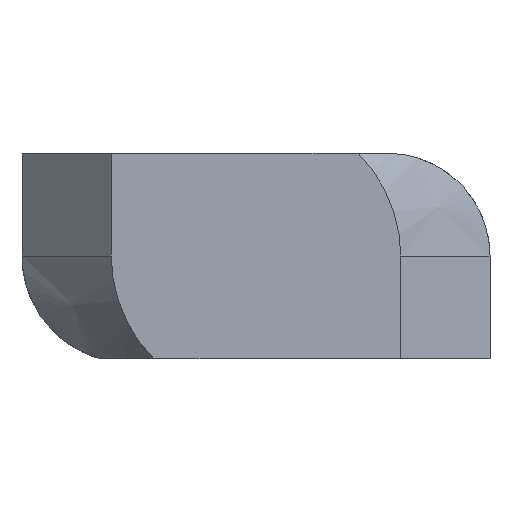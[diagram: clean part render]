
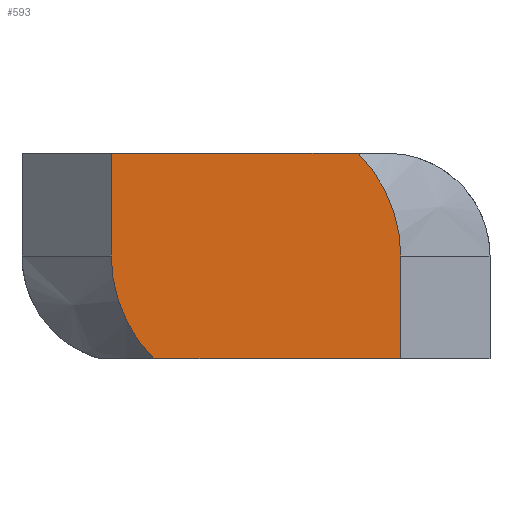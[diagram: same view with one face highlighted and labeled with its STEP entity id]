
A CAD part, front view. The second image highlights one B-rep face of the part: STEP entity #593.
In plain terms, the highlighted planar face has unit normal (0, -1, 0).
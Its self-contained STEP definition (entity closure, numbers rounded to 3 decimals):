
#23 = VERTEX_POINT ( 'NONE', #586 ) ;
#27 = LINE ( 'NONE', #136, #280 ) ;
#37 = CARTESIAN_POINT ( 'NONE',  ( 4.235, -2.85, 4.25 ) ) ;
#89 = CIRCLE ( 'NONE', #256, 6. ) ;
#114 = VERTEX_POINT ( 'NONE', #454 ) ;
#136 = CARTESIAN_POINT ( 'NONE',  ( 6., -2.85, 4.25 ) ) ;
#169 = DIRECTION ( 'NONE',  ( 0., -1., 0. ) ) ;
#245 = VECTOR ( 'NONE', #1415, 1000. ) ;
#253 = LINE ( 'NONE', #710, #1365 ) ;
#256 = AXIS2_PLACEMENT_3D ( 'NONE', #507, #169, #901 ) ;
#274 = CARTESIAN_POINT ( 'NONE',  ( -6., -2.85, 4.25 ) ) ;
#280 = VECTOR ( 'NONE', #1330, 1000. ) ;
#367 = VERTEX_POINT ( 'NONE', #274 ) ;
#410 = VECTOR ( 'NONE', #996, 1000. ) ;
#429 = ORIENTED_EDGE ( 'NONE', *, *, #1546, .T. ) ;
#434 = EDGE_LOOP ( 'NONE', ( #429, #1032, #499, #640, #807, #1457 ) ) ;
#438 = EDGE_CURVE ( 'NONE', #555, #1555, #89, .T. ) ;
#454 = CARTESIAN_POINT ( 'NONE',  ( 6., -2.85, -4.25 ) ) ;
#476 = EDGE_CURVE ( 'NONE', #1555, #114, #1290, .T. ) ;
#479 = DIRECTION ( 'NONE',  ( 1., 0., 0. ) ) ;
#499 = ORIENTED_EDGE ( 'NONE', *, *, #476, .T. ) ;
#507 = CARTESIAN_POINT ( 'NONE',  ( 0., -2.85, 0. ) ) ;
#555 = VERTEX_POINT ( 'NONE', #869 ) ;
#586 = CARTESIAN_POINT ( 'NONE',  ( 6., -2.85, 0. ) ) ;
#593 = ADVANCED_FACE ( 'NONE', ( #852 ), #1506, .F. ) ;
#635 = CIRCLE ( 'NONE', #725, 6. ) ;
#639 = CARTESIAN_POINT ( 'NONE',  ( 6., -2.85, 4.25 ) ) ;
#640 = ORIENTED_EDGE ( 'NONE', *, *, #1057, .F. ) ;
#710 = CARTESIAN_POINT ( 'NONE',  ( 6., -2.85, 4.25 ) ) ;
#725 = AXIS2_PLACEMENT_3D ( 'NONE', #749, #1512, #1414 ) ;
#749 = CARTESIAN_POINT ( 'NONE',  ( 0., -2.85, 0. ) ) ;
#780 = CARTESIAN_POINT ( 'NONE',  ( -4.235, -2.85, -4.25 ) ) ;
#807 = ORIENTED_EDGE ( 'NONE', *, *, #943, .F. ) ;
#852 = FACE_OUTER_BOUND ( 'NONE', #434, .T. ) ;
#869 = CARTESIAN_POINT ( 'NONE',  ( -6., -2.85, 0. ) ) ;
#883 = LINE ( 'NONE', #1424, #245 ) ;
#901 = DIRECTION ( 'NONE',  ( 0., 0., 1. ) ) ;
#943 = EDGE_CURVE ( 'NONE', #1249, #23, #635, .T. ) ;
#996 = DIRECTION ( 'NONE',  ( 1., 0., 0. ) ) ;
#1010 = DIRECTION ( 'NONE',  ( 0., 0., 1. ) ) ;
#1032 = ORIENTED_EDGE ( 'NONE', *, *, #438, .T. ) ;
#1057 = EDGE_CURVE ( 'NONE', #23, #114, #27, .T. ) ;
#1248 = AXIS2_PLACEMENT_3D ( 'NONE', #639, #1501, #1010 ) ;
#1249 = VERTEX_POINT ( 'NONE', #37 ) ;
#1270 = CARTESIAN_POINT ( 'NONE',  ( 6., -2.85, -4.25 ) ) ;
#1290 = LINE ( 'NONE', #1270, #410 ) ;
#1330 = DIRECTION ( 'NONE',  ( 0., 0., -1. ) ) ;
#1365 = VECTOR ( 'NONE', #479, 1000. ) ;
#1375 = EDGE_CURVE ( 'NONE', #367, #1249, #253, .T. ) ;
#1414 = DIRECTION ( 'NONE',  ( 0., 0., 1. ) ) ;
#1415 = DIRECTION ( 'NONE',  ( 0., 0., -1. ) ) ;
#1424 = CARTESIAN_POINT ( 'NONE',  ( -6., -2.85, 4.25 ) ) ;
#1457 = ORIENTED_EDGE ( 'NONE', *, *, #1375, .F. ) ;
#1501 = DIRECTION ( 'NONE',  ( 0., 1., 0. ) ) ;
#1506 = PLANE ( 'NONE',  #1248 ) ;
#1512 = DIRECTION ( 'NONE',  ( 0., 1., 0. ) ) ;
#1546 = EDGE_CURVE ( 'NONE', #367, #555, #883, .T. ) ;
#1555 = VERTEX_POINT ( 'NONE', #780 ) ;
